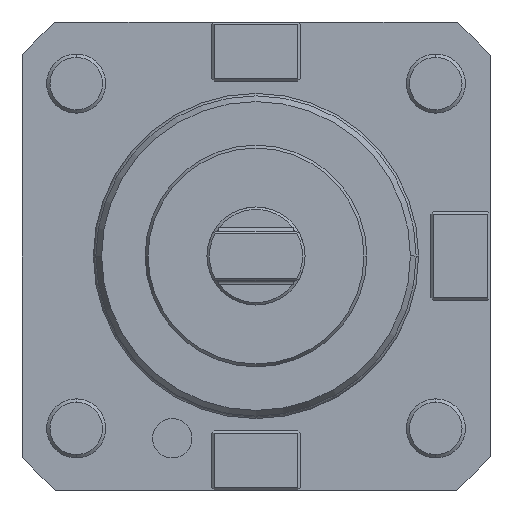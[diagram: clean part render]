
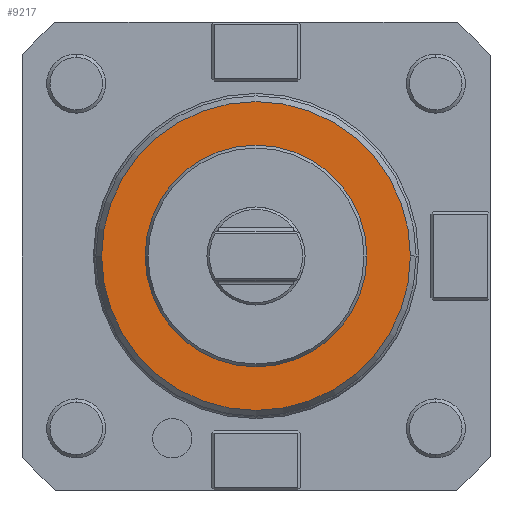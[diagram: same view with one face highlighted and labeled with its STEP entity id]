
A CAD part, front view. The second image highlights one B-rep face of the part: STEP entity #9217.
In plain terms, the highlighted planar face has unit normal (0, -1, 0).
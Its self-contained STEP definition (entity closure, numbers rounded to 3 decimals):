
#3262=CARTESIAN_POINT('',(0.,-32.,0.));
#3263=DIRECTION('',(0.,1.,0.));
#3264=DIRECTION('',(-1.,0.,0.));
#3265=AXIS2_PLACEMENT_3D('',#3262,#3263,#3264);
#3267=CARTESIAN_POINT('',(0.,-32.,0.));
#3268=DIRECTION('',(0.,1.,0.));
#3269=DIRECTION('',(1.,0.,0.));
#3270=AXIS2_PLACEMENT_3D('',#3267,#3268,#3269);
#3272=CARTESIAN_POINT('',(0.,-32.,0.));
#3273=DIRECTION('',(0.,-1.,0.));
#3274=DIRECTION('',(1.,0.,0.));
#3275=AXIS2_PLACEMENT_3D('',#3272,#3273,#3274);
#3277=CARTESIAN_POINT('',(0.,-32.,0.));
#3278=DIRECTION('',(0.,1.,0.));
#3279=DIRECTION('',(1.,0.,0.));
#3280=AXIS2_PLACEMENT_3D('',#3277,#3278,#3279);
#4851=CARTESIAN_POINT('',(22.5,-32.,0.));
#4852=CARTESIAN_POINT('',(-22.5,-32.,0.));
#4853=VERTEX_POINT('',#4851);
#4854=VERTEX_POINT('',#4852);
#4867=CARTESIAN_POINT('',(-31.345,-32.,0.));
#4868=CARTESIAN_POINT('',(31.345,-32.,0.));
#4869=VERTEX_POINT('',#4867);
#4870=VERTEX_POINT('',#4868);
#9202=CARTESIAN_POINT('',(0.,-32.,0.));
#9203=DIRECTION('',(0.,-1.,0.));
#9204=DIRECTION('',(-1.,0.,0.));
#9205=AXIS2_PLACEMENT_3D('',#9202,#9203,#9204);
#9206=PLANE('',#9205);
#9207=ORIENTED_EDGE('',*,*,#9196,.T.);
#9208=ORIENTED_EDGE('',*,*,#9182,.T.);
#9209=EDGE_LOOP('',(#9207,#9208));
#9210=FACE_OUTER_BOUND('',#9209,.F.);
#9212=ORIENTED_EDGE('',*,*,#9211,.T.);
#9214=ORIENTED_EDGE('',*,*,#9213,.F.);
#9215=EDGE_LOOP('',(#9212,#9214));
#9216=FACE_BOUND('',#9215,.F.);
#3266=CIRCLE('',#3265,31.345);
#3271=CIRCLE('',#3270,31.345);
#3276=CIRCLE('',#3275,22.5);
#3281=CIRCLE('',#3280,22.5);
#9182=EDGE_CURVE('',#4870,#4869,#3271,.T.);
#9196=EDGE_CURVE('',#4869,#4870,#3266,.T.);
#9211=EDGE_CURVE('',#4853,#4854,#3276,.T.);
#9213=EDGE_CURVE('',#4853,#4854,#3281,.T.);
#9217=ADVANCED_FACE('',(#9210,#9216),#9206,.T.);
